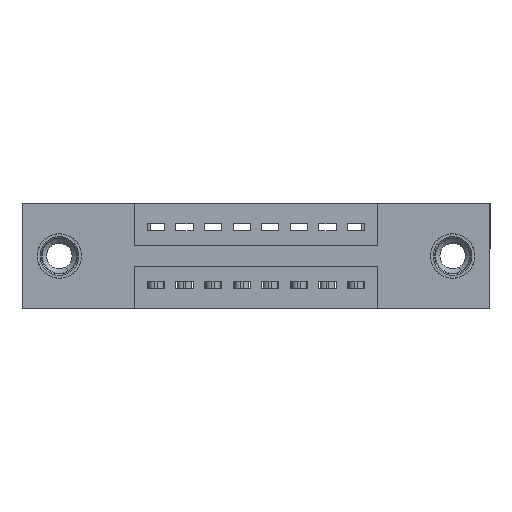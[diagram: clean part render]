
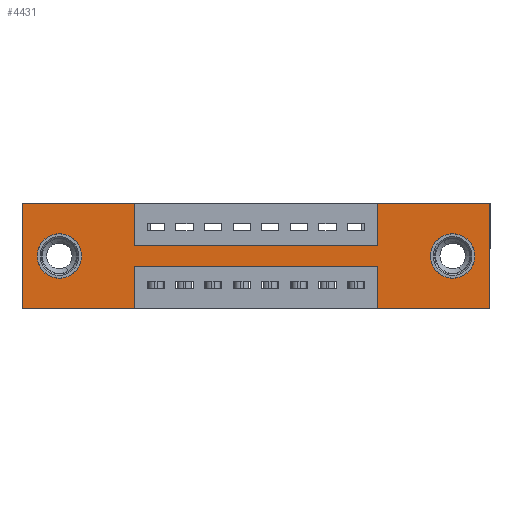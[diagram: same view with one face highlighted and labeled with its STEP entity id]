
A CAD part, front view. The second image highlights one B-rep face of the part: STEP entity #4431.
In plain terms, the highlighted planar face has unit normal (0, -1, 0).
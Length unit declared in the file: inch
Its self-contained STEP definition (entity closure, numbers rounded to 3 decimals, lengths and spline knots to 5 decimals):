
#450 = CARTESIAN_POINT ( 'NONE',  ( 0.13, 0., -0.185 ) ) ;
#525 = LINE ( 'NONE', #8955, #5515 ) ;
#632 = VERTEX_POINT ( 'NONE', #9081 ) ;
#717 = ORIENTED_EDGE ( 'NONE', *, *, #1617, .F. ) ;
#831 = VECTOR ( 'NONE', #1862, 39.37008 ) ;
#838 = DIRECTION ( 'NONE',  ( 1., 0., 0. ) ) ;
#881 = CARTESIAN_POINT ( 'NONE',  ( 0.3925, 0., 0. ) ) ;
#1261 = VECTOR ( 'NONE', #14997, 39.37008 ) ;
#1404 = VERTEX_POINT ( 'NONE', #7426 ) ;
#1580 = EDGE_CURVE ( 'NONE', #14646, #11442, #12231, .T. ) ;
#1600 = ORIENTED_EDGE ( 'NONE', *, *, #3877, .F. ) ;
#1617 = EDGE_CURVE ( 'NONE', #6292, #14980, #2440, .T. ) ;
#1647 = CARTESIAN_POINT ( 'NONE',  ( 0., 0., 0. ) ) ;
#1862 = DIRECTION ( 'NONE',  ( 0., 0., 1. ) ) ;
#2014 = DIRECTION ( 'NONE',  ( 0., 0., -1. ) ) ;
#2077 = VECTOR ( 'NONE', #13701, 39.37008 ) ;
#2278 = DIRECTION ( 'NONE',  ( 0., 0., 1. ) ) ;
#2394 = AXIS2_PLACEMENT_3D ( 'NONE', #450, #8596, #13435 ) ;
#2440 = LINE ( 'NONE', #9139, #2077 ) ;
#2899 = AXIS2_PLACEMENT_3D ( 'NONE', #5901, #7099, #4455 ) ;
#3263 = ORIENTED_EDGE ( 'NONE', *, *, #9638, .F. ) ;
#3347 = EDGE_CURVE ( 'NONE', #1404, #6292, #7396, .T. ) ;
#3514 = LINE ( 'NONE', #10225, #6630 ) ;
#3877 = EDGE_CURVE ( 'NONE', #13271, #11997, #11646, .T. ) ;
#4073 = AXIS2_PLACEMENT_3D ( 'NONE', #13153, #7153, #14279 ) ;
#4199 = EDGE_CURVE ( 'NONE', #10388, #5727, #10343, .T. ) ;
#4209 = CARTESIAN_POINT ( 'NONE',  ( 1.505, 0., -0.107 ) ) ;
#4247 = EDGE_CURVE ( 'NONE', #5727, #1404, #525, .T. ) ;
#4297 = EDGE_CURVE ( 'NONE', #4917, #10111, #9588, .T. ) ;
#4415 = VECTOR ( 'NONE', #6034, 39.37008 ) ;
#4431 = ADVANCED_FACE ( 'NONE', ( #13305, #7544, #6424 ), #12939, .T. ) ;
#4455 = DIRECTION ( 'NONE',  ( 0., 0., -1. ) ) ;
#4558 = CARTESIAN_POINT ( 'NONE',  ( 1.505, 0., -0.185 ) ) ;
#4636 = EDGE_CURVE ( 'NONE', #632, #13271, #8631, .T. ) ;
#4917 = VERTEX_POINT ( 'NONE', #4209 ) ;
#5515 = VECTOR ( 'NONE', #11448, 39.37008 ) ;
#5593 = CARTESIAN_POINT ( 'NONE',  ( 1.505, 0., -0.185 ) ) ;
#5636 = CARTESIAN_POINT ( 'NONE',  ( 0.3925, 0., -0.15 ) ) ;
#5727 = VERTEX_POINT ( 'NONE', #13932 ) ;
#5784 = CARTESIAN_POINT ( 'NONE',  ( 0.13, 0., -0.107 ) ) ;
#5877 = CIRCLE ( 'NONE', #6016, 0.078 ) ;
#5901 = CARTESIAN_POINT ( 'NONE',  ( 0., 0., -0.37 ) ) ;
#5903 = VECTOR ( 'NONE', #9538, 39.37008 ) ;
#6016 = AXIS2_PLACEMENT_3D ( 'NONE', #4558, #14050, #15267 ) ;
#6034 = DIRECTION ( 'NONE',  ( 1., 0., 0. ) ) ;
#6084 = EDGE_LOOP ( 'NONE', ( #13599, #14481, #13721, #717, #6677, #14705, #11966, #3263, #10253, #9525, #7087, #1600 ) ) ;
#6253 = CARTESIAN_POINT ( 'NONE',  ( 0.3925, 0., -0.37 ) ) ;
#6292 = VERTEX_POINT ( 'NONE', #10518 ) ;
#6424 = FACE_OUTER_BOUND ( 'NONE', #6084, .T. ) ;
#6543 = DIRECTION ( 'NONE',  ( -1., 0., 0. ) ) ;
#6583 = CIRCLE ( 'NONE', #4073, 0.078 ) ;
#6630 = VECTOR ( 'NONE', #6543, 39.37008 ) ;
#6677 = ORIENTED_EDGE ( 'NONE', *, *, #3347, .F. ) ;
#6873 = CARTESIAN_POINT ( 'NONE',  ( 1.2425, 0., -0.37 ) ) ;
#6954 = DIRECTION ( 'NONE',  ( 0., 1., 0. ) ) ;
#7087 = ORIENTED_EDGE ( 'NONE', *, *, #15280, .F. ) ;
#7099 = DIRECTION ( 'NONE',  ( 0., -1., 0. ) ) ;
#7153 = DIRECTION ( 'NONE',  ( 0., 1., 0. ) ) ;
#7396 = LINE ( 'NONE', #8325, #5903 ) ;
#7426 = CARTESIAN_POINT ( 'NONE',  ( 1.635, 0., 0. ) ) ;
#7439 = VERTEX_POINT ( 'NONE', #1647 ) ;
#7490 = VECTOR ( 'NONE', #838, 39.37008 ) ;
#7544 = FACE_BOUND ( 'NONE', #11273, .T. ) ;
#7638 = ORIENTED_EDGE ( 'NONE', *, *, #10295, .T. ) ;
#7692 = DIRECTION ( 'NONE',  ( -1., 0., 0. ) ) ;
#7720 = VERTEX_POINT ( 'NONE', #10100 ) ;
#7828 = VERTEX_POINT ( 'NONE', #12367 ) ;
#7953 = DIRECTION ( 'NONE',  ( 0., 0., -1. ) ) ;
#7972 = CARTESIAN_POINT ( 'NONE',  ( 0.3925, 0., 0. ) ) ;
#7996 = CARTESIAN_POINT ( 'NONE',  ( 1.2425, 0., -0.15 ) ) ;
#8282 = LINE ( 'NONE', #10507, #4415 ) ;
#8325 = CARTESIAN_POINT ( 'NONE',  ( 1.635, 0., 0. ) ) ;
#8596 = DIRECTION ( 'NONE',  ( 0., 1., 0. ) ) ;
#8631 = LINE ( 'NONE', #11381, #14020 ) ;
#8883 = EDGE_CURVE ( 'NONE', #7720, #632, #3514, .T. ) ;
#8955 = CARTESIAN_POINT ( 'NONE',  ( 0., 0., 0. ) ) ;
#9058 = CARTESIAN_POINT ( 'NONE',  ( 1.2425, 0., 0. ) ) ;
#9081 = CARTESIAN_POINT ( 'NONE',  ( 0.3925, 0., -0.22 ) ) ;
#9139 = CARTESIAN_POINT ( 'NONE',  ( 0., 0., -0.37 ) ) ;
#9198 = VECTOR ( 'NONE', #2278, 39.37008 ) ;
#9275 = VECTOR ( 'NONE', #2014, 39.37008 ) ;
#9525 = ORIENTED_EDGE ( 'NONE', *, *, #11838, .F. ) ;
#9538 = DIRECTION ( 'NONE',  ( 0., 0., -1. ) ) ;
#9588 = CIRCLE ( 'NONE', #14581, 0.078 ) ;
#9638 = EDGE_CURVE ( 'NONE', #11442, #10388, #8282, .T. ) ;
#10045 = LINE ( 'NONE', #12508, #831 ) ;
#10100 = CARTESIAN_POINT ( 'NONE',  ( 1.2425, 0., -0.22 ) ) ;
#10111 = VERTEX_POINT ( 'NONE', #11425 ) ;
#10225 = CARTESIAN_POINT ( 'NONE',  ( 0.3925, 0., -0.22 ) ) ;
#10237 = CARTESIAN_POINT ( 'NONE',  ( 0., 0., 0. ) ) ;
#10253 = ORIENTED_EDGE ( 'NONE', *, *, #1580, .F. ) ;
#10295 = EDGE_CURVE ( 'NONE', #10111, #4917, #5877, .T. ) ;
#10334 = EDGE_CURVE ( 'NONE', #14980, #7720, #11433, .T. ) ;
#10343 = LINE ( 'NONE', #9058, #1261 ) ;
#10388 = VERTEX_POINT ( 'NONE', #7996 ) ;
#10469 = DIRECTION ( 'NONE',  ( 0., 0., -1. ) ) ;
#10507 = CARTESIAN_POINT ( 'NONE',  ( 0.3925, 0., -0.15 ) ) ;
#10518 = CARTESIAN_POINT ( 'NONE',  ( 1.635, 0., -0.37 ) ) ;
#10827 = LINE ( 'NONE', #10237, #7490 ) ;
#11002 = EDGE_CURVE ( 'NONE', #7828, #11568, #6583, .T. ) ;
#11054 = ORIENTED_EDGE ( 'NONE', *, *, #4297, .T. ) ;
#11182 = CARTESIAN_POINT ( 'NONE',  ( 0., 0., -0.37 ) ) ;
#11273 = EDGE_LOOP ( 'NONE', ( #14041, #11534 ) ) ;
#11376 = CARTESIAN_POINT ( 'NONE',  ( 0., 0., -0.37 ) ) ;
#11381 = CARTESIAN_POINT ( 'NONE',  ( 0.3925, 0., -0.37 ) ) ;
#11425 = CARTESIAN_POINT ( 'NONE',  ( 1.505, 0., -0.263 ) ) ;
#11433 = LINE ( 'NONE', #6873, #9198 ) ;
#11442 = VERTEX_POINT ( 'NONE', #5636 ) ;
#11448 = DIRECTION ( 'NONE',  ( 1., 0., 0. ) ) ;
#11534 = ORIENTED_EDGE ( 'NONE', *, *, #11002, .T. ) ;
#11568 = VERTEX_POINT ( 'NONE', #5784 ) ;
#11646 = LINE ( 'NONE', #11376, #12744 ) ;
#11838 = EDGE_CURVE ( 'NONE', #7439, #14646, #10827, .T. ) ;
#11966 = ORIENTED_EDGE ( 'NONE', *, *, #4199, .F. ) ;
#11997 = VERTEX_POINT ( 'NONE', #11182 ) ;
#12231 = LINE ( 'NONE', #881, #9275 ) ;
#12367 = CARTESIAN_POINT ( 'NONE',  ( 0.13, 0., -0.263 ) ) ;
#12470 = CIRCLE ( 'NONE', #2394, 0.078 ) ;
#12508 = CARTESIAN_POINT ( 'NONE',  ( 0., 0., 0. ) ) ;
#12563 = EDGE_CURVE ( 'NONE', #11568, #7828, #12470, .T. ) ;
#12744 = VECTOR ( 'NONE', #7692, 39.37008 ) ;
#12939 = PLANE ( 'NONE',  #2899 ) ;
#13153 = CARTESIAN_POINT ( 'NONE',  ( 0.13, 0., -0.185 ) ) ;
#13271 = VERTEX_POINT ( 'NONE', #6253 ) ;
#13305 = FACE_BOUND ( 'NONE', #15158, .T. ) ;
#13340 = CARTESIAN_POINT ( 'NONE',  ( 1.2425, 0., -0.37 ) ) ;
#13435 = DIRECTION ( 'NONE',  ( 0., 0., 1. ) ) ;
#13599 = ORIENTED_EDGE ( 'NONE', *, *, #4636, .F. ) ;
#13701 = DIRECTION ( 'NONE',  ( -1., 0., 0. ) ) ;
#13721 = ORIENTED_EDGE ( 'NONE', *, *, #10334, .F. ) ;
#13932 = CARTESIAN_POINT ( 'NONE',  ( 1.2425, 0., 0. ) ) ;
#14020 = VECTOR ( 'NONE', #7953, 39.37008 ) ;
#14041 = ORIENTED_EDGE ( 'NONE', *, *, #12563, .T. ) ;
#14050 = DIRECTION ( 'NONE',  ( 0., 1., 0. ) ) ;
#14279 = DIRECTION ( 'NONE',  ( 0., 0., 1. ) ) ;
#14481 = ORIENTED_EDGE ( 'NONE', *, *, #8883, .F. ) ;
#14581 = AXIS2_PLACEMENT_3D ( 'NONE', #5593, #6954, #10469 ) ;
#14646 = VERTEX_POINT ( 'NONE', #7972 ) ;
#14705 = ORIENTED_EDGE ( 'NONE', *, *, #4247, .F. ) ;
#14980 = VERTEX_POINT ( 'NONE', #13340 ) ;
#14997 = DIRECTION ( 'NONE',  ( 0., 0., 1. ) ) ;
#15158 = EDGE_LOOP ( 'NONE', ( #11054, #7638 ) ) ;
#15267 = DIRECTION ( 'NONE',  ( 0., 0., -1. ) ) ;
#15280 = EDGE_CURVE ( 'NONE', #11997, #7439, #10045, .T. ) ;
